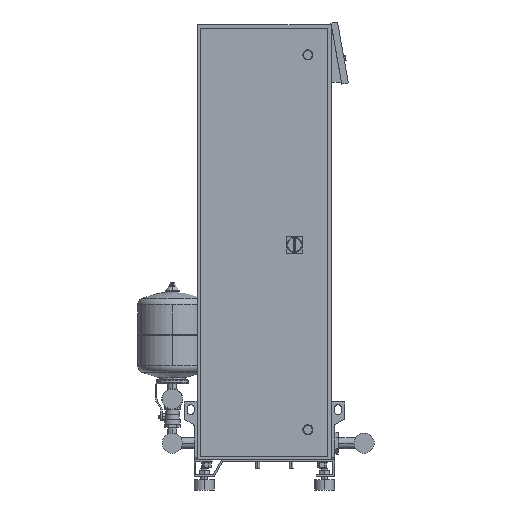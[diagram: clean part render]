
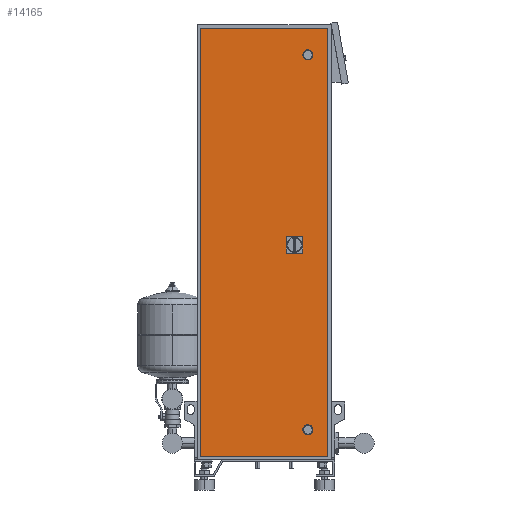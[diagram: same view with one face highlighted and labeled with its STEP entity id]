
A CAD part, left-side view. The second image highlights one B-rep face of the part: STEP entity #14165.
In plain terms, the highlighted free-form (B-spline) face has degree [1, 1] with [2, 2] control points.
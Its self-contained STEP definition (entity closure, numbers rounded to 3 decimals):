
#13798=CARTESIAN_POINT('',(-300.0,-130.0,1285.0));
#13799=VERTEX_POINT('',#13798);
#13815=CARTESIAN_POINT('',(-300.0,-130.0,1315.0));
#13816=VERTEX_POINT('',#13815);
#13823=CARTESIAN_POINT('',(-300.0,-130.0,1300.0));
#13824=DIRECTION('',(1.0,0.0,0.0));
#13825=DIRECTION('',(0.0,0.0,-1.0));
#13826=AXIS2_PLACEMENT_3D('',#13823,#13824,#13825);
#13827=CIRCLE('',#13826,15.0);
#13828=EDGE_CURVE('',#13799,#13816,#13827,.T.);
#13922=CARTESIAN_POINT('',(-300.0,-130.0,165.0));
#13923=VERTEX_POINT('',#13922);
#13939=CARTESIAN_POINT('',(-300.0,-130.0,195.0));
#13940=VERTEX_POINT('',#13939);
#13947=CARTESIAN_POINT('',(-300.0,-130.0,180.0));
#13948=DIRECTION('',(1.0,0.0,0.0));
#13949=DIRECTION('',(0.0,0.0,-1.0));
#13950=AXIS2_PLACEMENT_3D('',#13947,#13948,#13949);
#13951=CIRCLE('',#13950,15.0);
#13952=EDGE_CURVE('',#13923,#13940,#13951,.T.);
#14021=CARTESIAN_POINT('',(-300.0,-130.0,180.0));
#14022=DIRECTION('',(1.0,0.0,0.0));
#14023=DIRECTION('',(0.0,0.0,-1.0));
#14024=AXIS2_PLACEMENT_3D('',#14021,#14022,#14023);
#14025=CIRCLE('',#14024,15.0);
#14026=EDGE_CURVE('',#13940,#13923,#14025,.T.);
#14086=CARTESIAN_POINT('',(-300.0,190.0,100.0));
#14087=VERTEX_POINT('',#14086);
#14088=CARTESIAN_POINT('',(-300.0,-190.0,100.0));
#14089=VERTEX_POINT('',#14088);
#14090=CARTESIAN_POINT('',(-300.0,190.0,100.0));
#14091=DIRECTION('',(0.0,-1.0,0.0));
#14092=VECTOR('',#14091,380.0);
#14093=LINE('',#14090,#14092);
#14094=EDGE_CURVE('',#14087,#14089,#14093,.T.);
#14121=CARTESIAN_POINT('',(-300.0,190.0,1380.0));
#14122=CARTESIAN_POINT('',(-300.0,190.0,100.0));
#14123=CARTESIAN_POINT('',(-300.,-190.0,1380.0));
#14124=CARTESIAN_POINT('',(-300.0,-190.0,100.0));
#14125=B_SPLINE_SURFACE_WITH_KNOTS('',1,1,((#14121,#14123),(#14122,#14124)),.UNSPECIFIED.,.F.,.F.,.U.,(2,2),(2,2),(0.0,1280.0),(0.0,380.0),.UNSPECIFIED.);
#14126=CARTESIAN_POINT('',(-300.0,-190.0,1380.0));
#14127=VERTEX_POINT('',#14126);
#14128=CARTESIAN_POINT('',(-300.0,-190.0,100.0));
#14129=DIRECTION('',(0.0,0.0,1.0));
#14130=VECTOR('',#14129,1280.0);
#14131=LINE('',#14128,#14130);
#14132=EDGE_CURVE('',#14089,#14127,#14131,.T.);
#14133=ORIENTED_EDGE('',*,*,#14132,.T.);
#14134=CARTESIAN_POINT('',(-300.0,190.,1380.0));
#14135=VERTEX_POINT('',#14134);
#14136=CARTESIAN_POINT('',(-300.0,-190.0,1380.0));
#14137=DIRECTION('',(0.0,1.0,0.0));
#14138=VECTOR('',#14137,380.);
#14139=LINE('',#14136,#14138);
#14140=EDGE_CURVE('',#14127,#14135,#14139,.T.);
#14141=ORIENTED_EDGE('',*,*,#14140,.T.);
#14142=CARTESIAN_POINT('',(-300.0,190.,1380.0));
#14143=DIRECTION('',(0.0,0.0,-1.0));
#14144=VECTOR('',#14143,1280.0);
#14145=LINE('',#14142,#14144);
#14146=EDGE_CURVE('',#14135,#14087,#14145,.T.);
#14147=ORIENTED_EDGE('',*,*,#14146,.T.);
#14148=ORIENTED_EDGE('',*,*,#14094,.T.);
#14149=EDGE_LOOP('',(#14133,#14141,#14147,#14148));
#14150=FACE_OUTER_BOUND('',#14149,.T.);
#14151=ORIENTED_EDGE('',*,*,#14026,.T.);
#14152=ORIENTED_EDGE('',*,*,#13952,.T.);
#14153=EDGE_LOOP('',(#14151,#14152));
#14154=FACE_BOUND('',#14153,.T.);
#14155=CARTESIAN_POINT('',(-300.0,-130.0,1300.0));
#14156=DIRECTION('',(1.0,0.0,0.0));
#14157=DIRECTION('',(0.0,0.0,-1.0));
#14158=AXIS2_PLACEMENT_3D('',#14155,#14156,#14157);
#14159=CIRCLE('',#14158,15.0);
#14160=EDGE_CURVE('',#13816,#13799,#14159,.T.);
#14161=ORIENTED_EDGE('',*,*,#14160,.T.);
#14162=ORIENTED_EDGE('',*,*,#13828,.T.);
#14163=EDGE_LOOP('',(#14161,#14162));
#14164=FACE_BOUND('',#14163,.T.);
#14165=ADVANCED_FACE('',(#14150,#14154,#14164),#14125,.T.);
